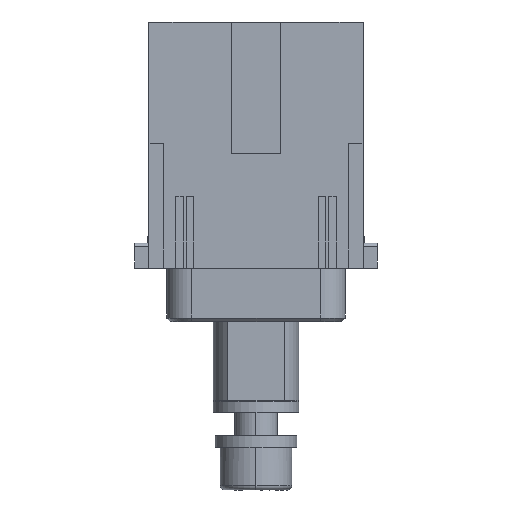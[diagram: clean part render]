
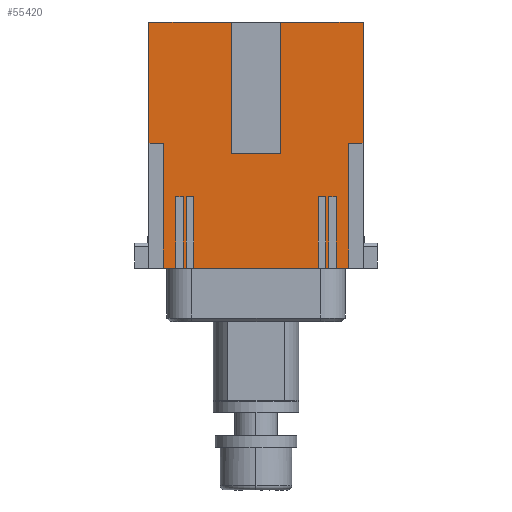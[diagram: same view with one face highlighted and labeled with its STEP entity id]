
A CAD part, left-side view. The second image highlights one B-rep face of the part: STEP entity #55420.
In plain terms, the highlighted face is planar.
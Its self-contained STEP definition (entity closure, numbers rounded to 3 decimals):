
#3120=CARTESIAN_POINT('',(56.048,78.257,-4.));
#3130=VERTEX_POINT('',#3120);
#4400=CARTESIAN_POINT('',(56.048,78.257,-30.));
#4410=VERTEX_POINT('',#4400);
#4440=CARTESIAN_POINT('',(56.048,78.257,-4.559))
;
#4450=DIRECTION('',(0.,0.,1.));
#4460=VECTOR('',#4450,1.);
#4470=LINE('',#4440,#4460);
#4480=CARTESIAN_POINT('',(56.048,78.257,-28.25));
#4490=VERTEX_POINT('',#4480);
#4500=EDGE_CURVE('',#4410,#4490,#4470,.T.);
#4720=CARTESIAN_POINT('',(56.048,78.257,-27.2));
#4730=VERTEX_POINT('',#4720);
#4760=CARTESIAN_POINT('',(56.048,78.257,-26.8));
#4770=VERTEX_POINT('',#4760);
#4780=EDGE_CURVE('',#4730,#4770,#4470,.T.);
#5000=CARTESIAN_POINT('',(56.048,78.257,-25.75));
#5010=VERTEX_POINT('',#5000);
#5040=CARTESIAN_POINT('',(56.048,78.257,-8.25));
#5050=VERTEX_POINT('',#5040);
#5060=EDGE_CURVE('',#5010,#5050,#4470,.T.);
#5280=CARTESIAN_POINT('',(56.048,78.257,-7.2))
;
#5290=VERTEX_POINT('',#5280);
#5320=CARTESIAN_POINT('',(56.048,78.257,-6.8))
;
#5330=VERTEX_POINT('',#5320);
#5340=EDGE_CURVE('',#5290,#5330,#4470,.T.);
#5560=CARTESIAN_POINT('',(56.048,78.257,-5.75))
;
#5570=VERTEX_POINT('',#5560);
#5600=EDGE_CURVE('',#5570,#3130,#4470,.T.);
#8240=CARTESIAN_POINT('',(56.048,43.757,
-20.5));
#8250=VERTEX_POINT('',#8240);
#8400=CARTESIAN_POINT('',(56.048,62.257,
-20.5));
#8410=VERTEX_POINT('',#8400);
#8440=CARTESIAN_POINT('',(56.048,58.057,-20.5))
;
#8450=DIRECTION('',(0.,1.,0.));
#8460=VECTOR('',#8450,1.);
#8470=LINE('',#8440,#8460);
#8480=EDGE_CURVE('',#8250,#8410,#8470,.T.);
#15970=CARTESIAN_POINT('',(56.048,62.257,
-13.5));
#15980=VERTEX_POINT('',#15970);
#16010=CARTESIAN_POINT('',(56.048,62.257,
-4.559));
#16020=DIRECTION('',(0.,0.,-1.));
#16030=VECTOR('',#16020,1.);
#16040=LINE('',#16010,#16030);
#16050=EDGE_CURVE('',#15980,#8410,#16040,.T.);
#22430=CARTESIAN_POINT('',(56.048,60.757,-4.559)
);
#22440=DIRECTION('',(0.,0.,-1.));
#22450=VECTOR('',#22440,1.);
#22460=LINE('',#22430,#22450);
#22470=CARTESIAN_POINT('',(56.048,60.757,-2.)
);
#22480=VERTEX_POINT('',#22470);
#22490=CARTESIAN_POINT('',(56.048,60.757,-4.)
);
#22500=VERTEX_POINT('',#22490);
#22510=EDGE_CURVE('',#22480,#22500,#22460,.T.);
#24860=CARTESIAN_POINT('',(56.048,43.757,
-32.));
#24870=VERTEX_POINT('',#24860);
#24900=CARTESIAN_POINT('',(56.048,58.057,-32.)
);
#24910=DIRECTION('',(0.,1.,0.));
#24920=VECTOR('',#24910,1.);
#24930=LINE('',#24900,#24920);
#24940=CARTESIAN_POINT('',(56.048,60.757,-32.)
);
#24950=VERTEX_POINT('',#24940);
#24960=EDGE_CURVE('',#24870,#24950,#24930,.T.);
#27860=CARTESIAN_POINT('',(56.048,43.757,
-13.5));
#27870=VERTEX_POINT('',#27860);
#27900=CARTESIAN_POINT('',(56.048,58.057,-13.5)
);
#27910=DIRECTION('',(0.,-1.,0.));
#27920=VECTOR('',#27910,1.);
#27930=LINE('',#27900,#27920);
#27940=EDGE_CURVE('',#15980,#27870,#27930,.T.);
#28970=CARTESIAN_POINT('',(56.048,60.757,-30.));
#28980=VERTEX_POINT('',#28970);
#29010=CARTESIAN_POINT('',(56.048,58.057,-30.));
#29020=DIRECTION('',(0.,-1.,0.));
#29030=VECTOR('',#29020,1.);
#29040=LINE('',#29010,#29030);
#29050=EDGE_CURVE('',#4410,#28980,#29040,.T.);
#44560=CARTESIAN_POINT('',(56.048,43.757,
-2.));
#44570=VERTEX_POINT('',#44560);
#44600=CARTESIAN_POINT('',(56.048,43.757,
-4.559));
#44610=DIRECTION('',(0.,0.,1.));
#44620=VECTOR('',#44610,1.);
#44630=LINE('',#44600,#44620);
#44640=EDGE_CURVE('',#27870,#44570,#44630,.T.);
#44690=CARTESIAN_POINT('',(56.048,43.757,
-29.441));
#44700=DIRECTION('',(0.,0.,-1.));
#44710=VECTOR('',#44700,1.);
#44720=LINE('',#44690,#44710);
#44730=EDGE_CURVE('',#8250,#24870,#44720,.T.);
#46830=CARTESIAN_POINT('',(56.048,58.057,-2.)
);
#46840=DIRECTION('',(0.,-1.,0.));
#46850=VECTOR('',#46840,1.);
#46860=LINE('',#46830,#46850);
#46870=EDGE_CURVE('',#22480,#44570,#46860,.T.);
#52750=CARTESIAN_POINT('',(56.048,58.057,-4.)
);
#52760=DIRECTION('',(0.,1.,0.));
#52770=VECTOR('',#52760,1.);
#52780=LINE('',#52750,#52770);
#52790=EDGE_CURVE('',#22500,#3130,#52780,.T.);
#52940=CARTESIAN_POINT('',(56.048,60.757,-4.559)
);
#52950=DIRECTION('',(0.,0.,-1.));
#52960=VECTOR('',#52950,1.);
#52970=LINE('',#52940,#52960);
#52980=EDGE_CURVE('',#28980,#24950,#52970,.T.);
#54310=CARTESIAN_POINT('',(56.048,62.257,
-27.75));
#54320=DIRECTION('',(1.,0.,0.));
#54330=DIRECTION('',(0.,0.,-1.));
#54340=AXIS2_PLACEMENT_3D('',#54310,#54320,#54330);
#54350=PLANE('',#54340);
#54360=CARTESIAN_POINT('',(56.048,58.057,-5.75)
);
#54370=DIRECTION('',(0.,1.,0.));
#54380=VECTOR('',#54370,1.);
#54390=LINE('',#54360,#54380);
#54400=CARTESIAN_POINT('',(56.048,68.257,-5.75)
);
#54410=VERTEX_POINT('',#54400);
#54420=EDGE_CURVE('',#54410,#5570,#54390,.T.);
#54430=ORIENTED_EDGE('',*,*,#54420,.T.);
#54440=CARTESIAN_POINT('',(56.048,68.257,-4.559)
);
#54450=DIRECTION('',(0.,0.,1.));
#54460=VECTOR('',#54450,1.);
#54470=LINE('',#54440,#54460);
#54480=CARTESIAN_POINT('',(56.048,68.257,-6.8)
);
#54490=VERTEX_POINT('',#54480);
#54500=EDGE_CURVE('',#54490,#54410,#54470,.T.);
#54510=ORIENTED_EDGE('',*,*,#54500,.T.);
#54520=CARTESIAN_POINT('',(56.048,58.057,-6.8)
);
#54530=DIRECTION('',(0.,-1.,0.));
#54540=VECTOR('',#54530,1.);
#54550=LINE('',#54520,#54540);
#54560=EDGE_CURVE('',#5330,#54490,#54550,.T.);
#54570=ORIENTED_EDGE('',*,*,#54560,.T.);
#54580=ORIENTED_EDGE('',*,*,#5340,.T.);
#54590=CARTESIAN_POINT('',(56.048,58.057,-7.2)
);
#54600=DIRECTION('',(0.,1.,0.));
#54610=VECTOR('',#54600,1.);
#54620=LINE('',#54590,#54610);
#54630=CARTESIAN_POINT('',(56.048,68.257,-7.2)
);
#54640=VERTEX_POINT('',#54630);
#54650=EDGE_CURVE('',#54640,#5290,#54620,.T.);
#54660=ORIENTED_EDGE('',*,*,#54650,.T.);
#54670=CARTESIAN_POINT('',(56.048,68.257,-4.559)
);
#54680=DIRECTION('',(0.,0.,1.));
#54690=VECTOR('',#54680,1.);
#54700=LINE('',#54670,#54690);
#54710=CARTESIAN_POINT('',(56.048,68.257,-8.25));
#54720=VERTEX_POINT('',#54710);
#54730=EDGE_CURVE('',#54720,#54640,#54700,.T.);
#54740=ORIENTED_EDGE('',*,*,#54730,.T.);
#54750=CARTESIAN_POINT('',(56.048,58.057,-8.25));
#54760=DIRECTION('',(0.,-1.,0.));
#54770=VECTOR('',#54760,1.);
#54780=LINE('',#54750,#54770);
#54790=EDGE_CURVE('',#5050,#54720,#54780,.T.);
#54800=ORIENTED_EDGE('',*,*,#54790,.T.);
#54810=ORIENTED_EDGE('',*,*,#5060,.T.);
#54820=CARTESIAN_POINT('',(56.048,58.057,-25.75));
#54830=DIRECTION('',(0.,1.,0.));
#54840=VECTOR('',#54830,1.);
#54850=LINE('',#54820,#54840);
#54860=CARTESIAN_POINT('',(56.048,68.257,-25.75));
#54870=VERTEX_POINT('',#54860);
#54880=EDGE_CURVE('',#54870,#5010,#54850,.T.);
#54890=ORIENTED_EDGE('',*,*,#54880,.T.);
#54900=CARTESIAN_POINT('',(56.048,68.257,-4.559)
);
#54910=DIRECTION('',(0.,0.,1.));
#54920=VECTOR('',#54910,1.);
#54930=LINE('',#54900,#54920);
#54940=CARTESIAN_POINT('',(56.048,68.257,-26.8));
#54950=VERTEX_POINT('',#54940);
#54960=EDGE_CURVE('',#54950,#54870,#54930,.T.);
#54970=ORIENTED_EDGE('',*,*,#54960,.T.);
#54980=CARTESIAN_POINT('',(56.048,58.057,-26.8));
#54990=DIRECTION('',(0.,-1.,0.));
#55000=VECTOR('',#54990,1.);
#55010=LINE('',#54980,#55000);
#55020=EDGE_CURVE('',#4770,#54950,#55010,.T.);
#55030=ORIENTED_EDGE('',*,*,#55020,.T.);
#55040=ORIENTED_EDGE('',*,*,#4780,.T.);
#55050=CARTESIAN_POINT('',(56.048,58.057,-27.2));
#55060=DIRECTION('',(0.,1.,0.));
#55070=VECTOR('',#55060,1.);
#55080=LINE('',#55050,#55070);
#55090=CARTESIAN_POINT('',(56.048,68.257,-27.2));
#55100=VERTEX_POINT('',#55090);
#55110=EDGE_CURVE('',#55100,#4730,#55080,.T.);
#55120=ORIENTED_EDGE('',*,*,#55110,.T.);
#55130=CARTESIAN_POINT('',(56.048,68.257,-4.559)
);
#55140=DIRECTION('',(0.,0.,1.));
#55150=VECTOR('',#55140,1.);
#55160=LINE('',#55130,#55150);
#55170=CARTESIAN_POINT('',(56.048,68.257,-28.25));
#55180=VERTEX_POINT('',#55170);
#55190=EDGE_CURVE('',#55180,#55100,#55160,.T.);
#55200=ORIENTED_EDGE('',*,*,#55190,.T.);
#55210=CARTESIAN_POINT('',(56.048,58.057,-28.25));
#55220=DIRECTION('',(0.,-1.,0.));
#55230=VECTOR('',#55220,1.);
#55240=LINE('',#55210,#55230);
#55250=EDGE_CURVE('',#4490,#55180,#55240,.T.);
#55260=ORIENTED_EDGE('',*,*,#55250,.T.);
#55270=ORIENTED_EDGE('',*,*,#4500,.T.);
#55280=ORIENTED_EDGE('',*,*,#29050,.F.);
#55290=ORIENTED_EDGE('',*,*,#52980,.F.);
#55300=ORIENTED_EDGE('',*,*,#24960,.T.);
#55310=ORIENTED_EDGE('',*,*,#44730,.T.);
#55320=ORIENTED_EDGE('',*,*,#8480,.F.);
#55330=ORIENTED_EDGE('',*,*,#16050,.T.);
#55340=ORIENTED_EDGE('',*,*,#27940,.F.);
#55350=ORIENTED_EDGE('',*,*,#44640,.F.);
#55360=ORIENTED_EDGE('',*,*,#46870,.T.);
#55370=ORIENTED_EDGE('',*,*,#22510,.F.);
#55380=ORIENTED_EDGE('',*,*,#52790,.F.);
#55390=ORIENTED_EDGE('',*,*,#5600,.T.);
#55400=EDGE_LOOP('',(#55390,#55380,#55370,#55360,#55350,#55340,#55330,
#55320,#55310,#55300,#55290,#55280,#55270,#55260,#55200,#55120,#55040,
#55030,#54970,#54890,#54810,#54800,#54740,#54660,#54580,#54570,#54510,
#54430));
#55410=FACE_OUTER_BOUND('',#55400,.T.);
#55420=ADVANCED_FACE('',(#55410),#54350,.T.);
